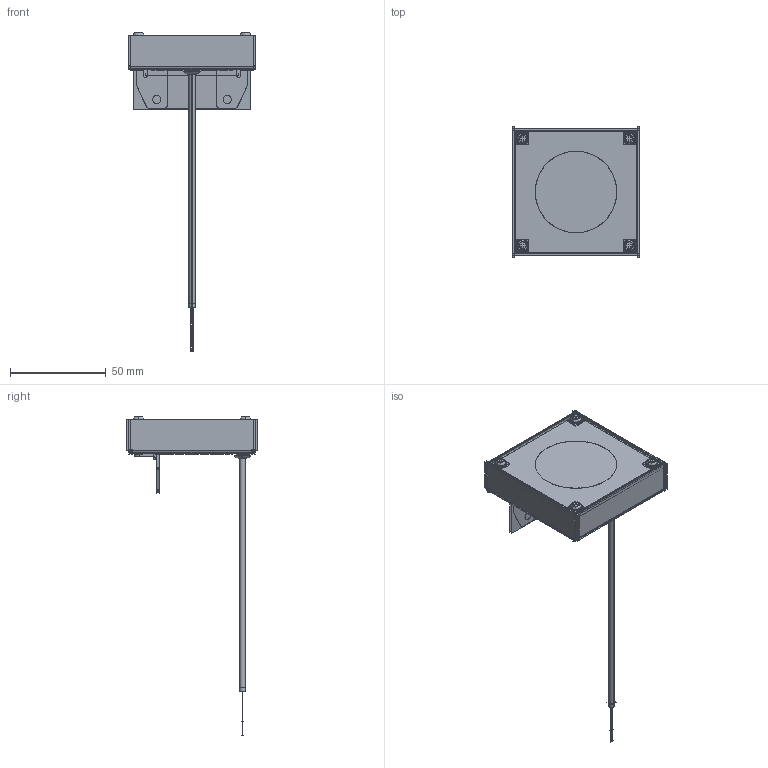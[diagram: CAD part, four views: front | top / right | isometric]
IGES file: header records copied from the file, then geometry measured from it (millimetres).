
Start section:  PTC IGES file: 192814.igs
Global section: file name: 192814.igs; native system: Creo Parametric by Parametric Technology Corporation; preprocessor: 2013230; author: pdmadmin; organization: Unknown; date: 20160120.162848; units: millimetre
Bounding box: 66.83 x 68.73 x 166.65 mm (x, y, z)
Volume: 14157.4 mm3; surface area: 151703.2 mm2
Topology: 25 solids, 25 shells, 1248 faces, 6244 edges, 7908 vertices
Faces by surface type: revolution 672, bspline 576
